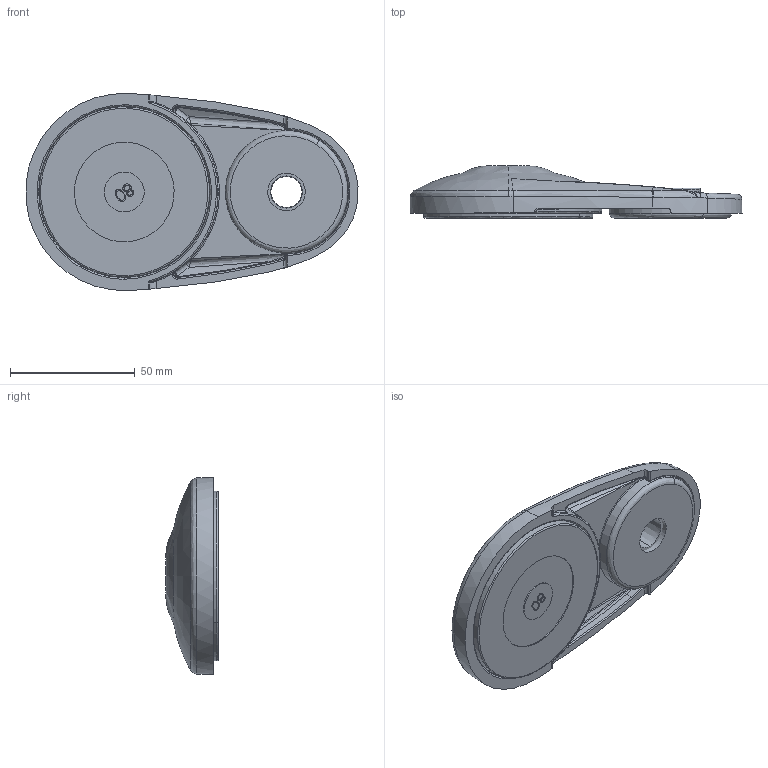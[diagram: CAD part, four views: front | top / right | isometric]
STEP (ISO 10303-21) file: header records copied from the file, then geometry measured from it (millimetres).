
FILE_DESCRIPTION (( 'STEP AP214' ), '1' );
FILE_NAME ('7410162', '2019-01-30T09:26:56', ( '' ), ('JUGARD+KÜNSTNER GmbH'), 'SwSTEP 2.0', 'SolidWorks 2017', '' );
FILE_SCHEMA (( 'AUTOMOTIVE_DESIGN' ));
Length unit declared in the file: millimetre
Products named in the file (4): Part3; Part1; Part2; 7410162
Assembly tree (3 placements, depth 2):
  7410162
    Part2
    Part1
    Part3
Bounding box: 133.01 x 21 x 78.9 mm (x, y, z)
Volume: 85750.5 mm3; surface area: 42813.6 mm2
Topology: 3 solids, 3 shells, 1058 faces, 2367 edges, 1316 vertices
Faces by surface type: bspline 762, cylinder 109, cone 97, plane 90
Entity records: 63063 total; most frequent: CARTESIAN_POINT 32862, ORIENTED_EDGE 4698, DIRECTION 2660, EDGE_CURVE 2349, VERTEX_POINT 1316, AXIS2_PLACEMENT_3D 1146, B_SPLINE_CURVE_WITH_KNOTS 1114, EDGE_LOOP 1081
